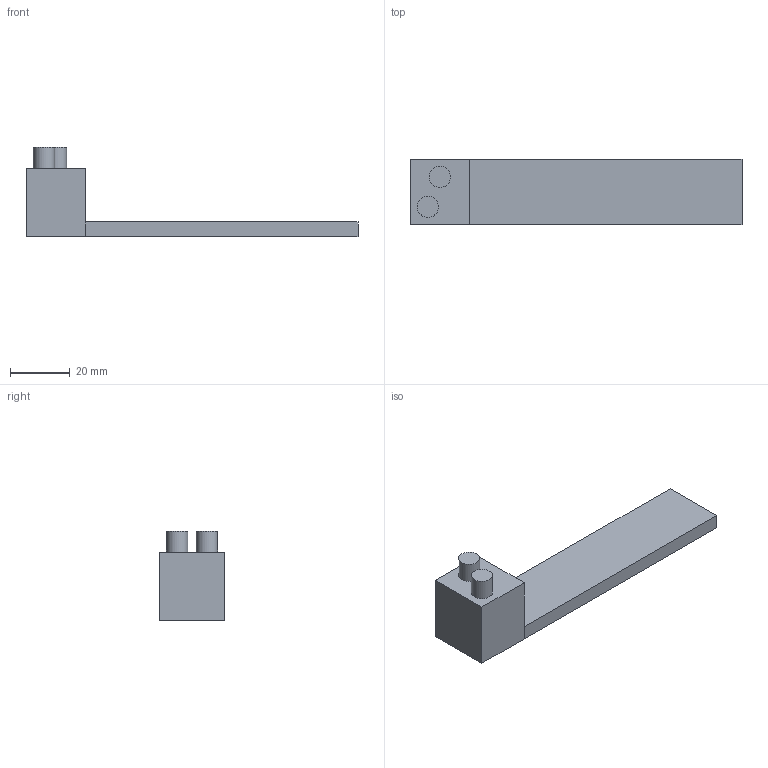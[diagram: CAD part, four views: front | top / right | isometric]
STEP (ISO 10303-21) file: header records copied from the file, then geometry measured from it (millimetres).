
FILE_DESCRIPTION(('Open CASCADE Model'),'2;1');
FILE_NAME('Open CASCADE Shape Model','2024-11-19T15:47:02',('Author'),( 'Open CASCADE'),'Open CASCADE STEP processor 7.6','Open CASCADE 7.6' ,'Unknown');
FILE_SCHEMA(('AUTOMOTIVE_DESIGN { 1 0 10303 214 1 1 1 1 }'));
Length unit declared in the file: millimetre
Products named in the file (15): Open CASCADE STEP translator 7.6 1; Open CASCADE STEP translator 7.6 1.1; Open CASCADE STEP translator 7.6 1.2; Open CASCADE STEP translator 7.6 1.3; Open CASCADE STEP translator 7.6 1.4; Open CASCADE STEP translator 7.6 1.5; Open CASCADE STEP translator 7.6 1.6; Open CASCADE STEP translator 7.6 1.7; Open CASCADE STEP translator 7.6 1.8; Open CASCADE STEP translator 7.6 1.9; Open CASCADE STEP translator 7.6 1.10; Open CASCADE STEP translator 7.6 1.11; Open CASCADE STEP translator 7.6 1.12; Open CASCADE STEP translator 7.6 1.13; Open CASCADE STEP translator 7.6 1.14
Assembly tree (14 placements, depth 2):
  Open CASCADE STEP translator 7.6 1
    Open CASCADE STEP translator 7.6 1.1
    Open CASCADE STEP translator 7.6 1.2
    Open CASCADE STEP translator 7.6 1.3
    Open CASCADE STEP translator 7.6 1.4
    Open CASCADE STEP translator 7.6 1.5
    Open CASCADE STEP translator 7.6 1.6
    Open CASCADE STEP translator 7.6 1.7
    Open CASCADE STEP translator 7.6 1.8
    Open CASCADE STEP translator 7.6 1.9
    Open CASCADE STEP translator 7.6 1.10
    Open CASCADE STEP translator 7.6 1.11
    Open CASCADE STEP translator 7.6 1.12
    Open CASCADE STEP translator 7.6 1.13
    Open CASCADE STEP translator 7.6 1.14
Bounding box: 111 x 22 x 30 mm (x, y, z)
Volume: 554.3 mm3; surface area: 8306.6 mm2
Topology: 2 solids, 14 shells, 18 faces, 56 edges, 54 vertices
Faces by surface type: plane 16, cylinder 2
Full cylindrical faces by diameter (mm): 7.1 x2
Entity records: 1322 total; most frequent: CARTESIAN_POINT 205, DIRECTION 188, LINE 110, VECTOR 110, ORIENTED_EDGE 62, PCURVE 62, DEFINITIONAL_REPRESENTATION 62, EDGE_CURVE 56
